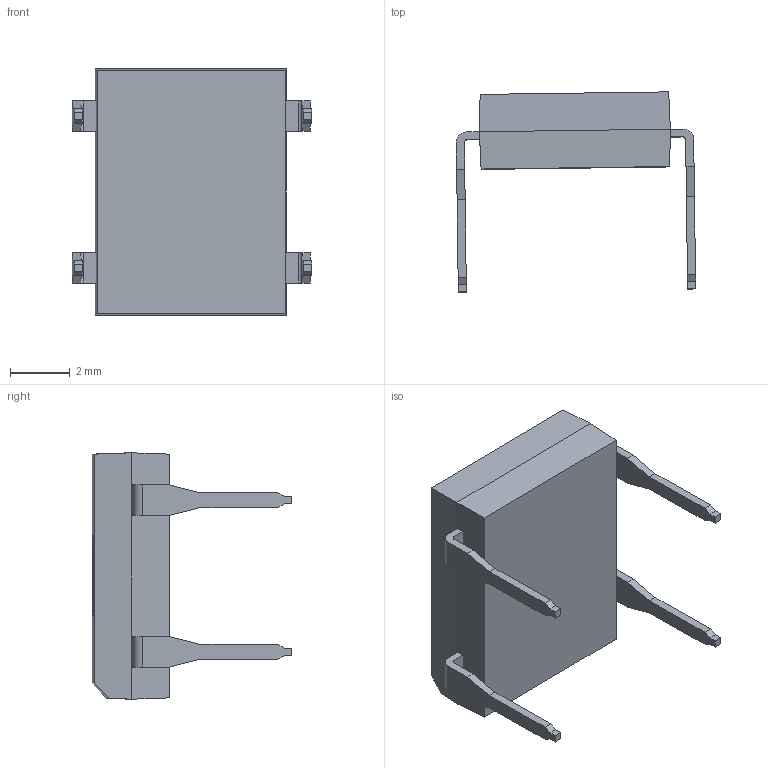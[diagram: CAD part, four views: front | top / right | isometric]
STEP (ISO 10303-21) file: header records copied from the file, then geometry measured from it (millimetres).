
FILE_DESCRIPTION(/* description */ (''),/* implementation_level */ '2;1');
FILE_NAME(/* name */ 'DBL Outline Structure.stp',/* time_stamp */ '2020-04-23T15:17:00+08:00',/* author */ ('he.song'),/* organization */ (''),/* preprocessor_version */ 'ST-DEVELOPER v16.13',/* originating_system */ 'Autodesk Inventor 2018',/* authorisation */ '');
FILE_SCHEMA (('AUTOMOTIVE_DESIGN { 1 0 10303 214 3 1 1 }'));
Length unit declared in the file: millimetre
Products named in the file (5): DBL成品图1; DIP支架A; DIP支架A_1; 胶体; 印字
Assembly tree (4 placements, depth 2):
  DBL成品图1
    DIP支架A
    DIP支架A_1
    胶体
    印字
Bounding box: 8.02 x 6.69 x 8.25 mm (x, y, z)
Volume: 134.1 mm3; surface area: 229.9 mm2
Topology: 7 solids, 7 shells, 111 faces, 286 edges, 188 vertices
Faces by surface type: plane 99, cylinder 12
Entity records: 3522 total; most frequent: CARTESIAN_POINT 595, ORIENTED_EDGE 574, DIRECTION 552, EDGE_CURVE 286, LINE 262, VECTOR 262, VERTEX_POINT 188, AXIS2_PLACEMENT_3D 145
